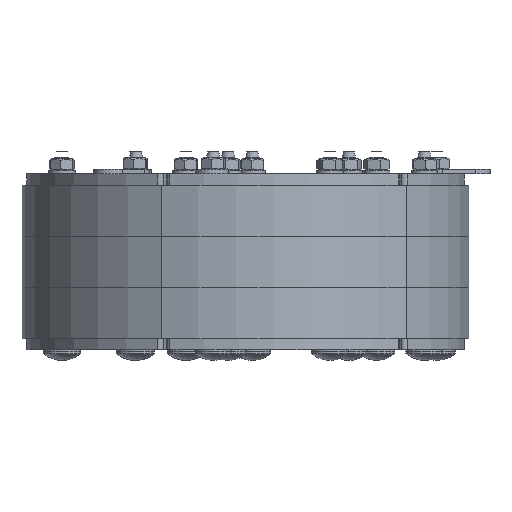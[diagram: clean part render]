
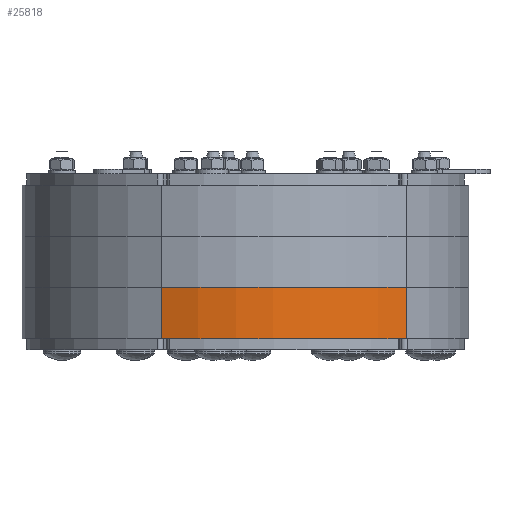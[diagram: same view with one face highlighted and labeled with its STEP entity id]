
A CAD part, front view. The second image highlights one B-rep face of the part: STEP entity #25818.
In plain terms, the highlighted cylindrical face has radius 100.5 mm (diameter 201 mm), a partial arc.
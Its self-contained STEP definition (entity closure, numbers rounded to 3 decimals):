
#2724=FACE_OUTER_BOUND('',#4420,.T.);
#4420=EDGE_LOOP('',(#20389,#20390,#20391,#20392));
#6283=LINE('',#41744,#8355);
#6296=LINE('',#41777,#8368);
#8355=VECTOR('',#33644,10.);
#8368=VECTOR('',#33675,10.);
#9963=CIRCLE('',#28178,100.5);
#9964=CIRCLE('',#28179,100.5);
#11776=VERTEX_POINT('',#41741);
#11777=VERTEX_POINT('',#41743);
#11787=VERTEX_POINT('',#41773);
#11788=VERTEX_POINT('',#41775);
#14693=EDGE_CURVE('',#11776,#11777,#6283,.T.);
#14710=EDGE_CURVE('',#11787,#11788,#6296,.T.);
#14711=EDGE_CURVE('',#11776,#11787,#9963,.T.);
#14712=EDGE_CURVE('',#11777,#11788,#9964,.T.);
#20389=ORIENTED_EDGE('',*,*,#14711,.T.);
#20390=ORIENTED_EDGE('',*,*,#14710,.T.);
#20391=ORIENTED_EDGE('',*,*,#14712,.F.);
#20392=ORIENTED_EDGE('',*,*,#14693,.F.);
#23194=CYLINDRICAL_SURFACE('',#28177,100.5);
#25818=ADVANCED_FACE('',(#2724),#23194,.T.);
#28177=AXIS2_PLACEMENT_3D('',#41778,#33676,#33677);
#28178=AXIS2_PLACEMENT_3D('',#41779,#33678,#33679);
#28179=AXIS2_PLACEMENT_3D('',#41780,#33680,#33681);
#33644=DIRECTION('',(0.,0.,1.));
#33675=DIRECTION('',(0.,0.,1.));
#33676=DIRECTION('center_axis',(0.,0.,
1.));
#33677=DIRECTION('ref_axis',(-0.375,-0.927,0.));
#33678=DIRECTION('center_axis',(0.,0.,
1.));
#33679=DIRECTION('ref_axis',(-0.375,-0.927,0.));
#33680=DIRECTION('center_axis',(0.,0.,
1.));
#33681=DIRECTION('ref_axis',(-0.375,-0.927,0.));
#41741=CARTESIAN_POINT('',(-37.648,-93.182,0.));
#41743=CARTESIAN_POINT('',(-37.648,-93.182,23.));
#41744=CARTESIAN_POINT('',(-37.648,-93.182,0.));
#41773=CARTESIAN_POINT('',(72.294,-69.813,0.));
#41775=CARTESIAN_POINT('',(72.294,-69.813,23.));
#41777=CARTESIAN_POINT('',(72.294,-69.813,0.));
#41778=CARTESIAN_POINT('Origin',(0.,0.,
0.));
#41779=CARTESIAN_POINT('Origin',(0.,0.,
0.));
#41780=CARTESIAN_POINT('Origin',(0.,0.,
23.));
